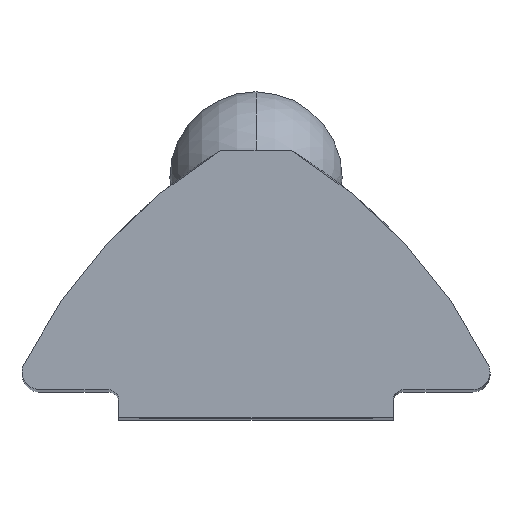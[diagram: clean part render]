
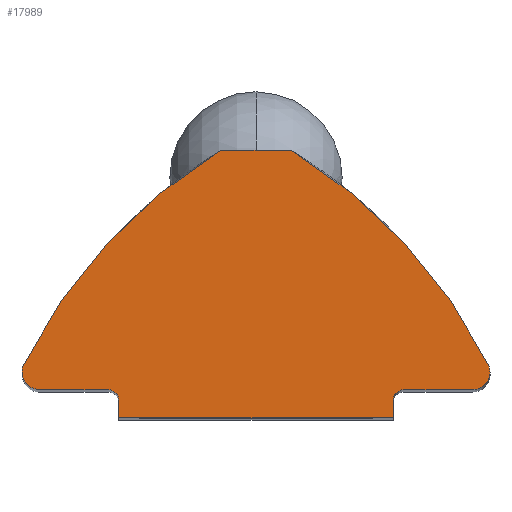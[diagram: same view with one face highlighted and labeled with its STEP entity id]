
A CAD part, top view. The second image highlights one B-rep face of the part: STEP entity #17989.
In plain terms, the highlighted planar face has unit normal (0, 0, 1).
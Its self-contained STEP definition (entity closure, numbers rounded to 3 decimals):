
#93 = CARTESIAN_POINT ( 'NONE',  ( -3.9, 0., 40. ) ) ;
#147 = VERTEX_POINT ( 'NONE', #2618 ) ;
#230 = LINE ( 'NONE', #93, #783 ) ;
#638 = CARTESIAN_POINT ( 'NONE',  ( -6.15, 1.3, 40. ) ) ;
#783 = VECTOR ( 'NONE', #25291, 1000. ) ;
#985 = AXIS2_PLACEMENT_3D ( 'NONE', #638, #2694, #11182 ) ;
#1313 = DIRECTION ( 'NONE',  ( -1., 0., 0. ) ) ;
#1555 = ORIENTED_EDGE ( 'NONE', *, *, #23192, .T. ) ;
#1557 = ORIENTED_EDGE ( 'NONE', *, *, #13826, .T. ) ;
#1771 = CARTESIAN_POINT ( 'NONE',  ( -6.808, -5.208, 40. ) ) ;
#1812 = CARTESIAN_POINT ( 'NONE',  ( 6.15, 1.3, 40. ) ) ;
#2604 = EDGE_CURVE ( 'NONE', #22889, #9759, #24394, .T. ) ;
#2618 = CARTESIAN_POINT ( 'NONE',  ( 1., 7.6, 40. ) ) ;
#2694 = DIRECTION ( 'NONE',  ( 0., 0., 1. ) ) ;
#2710 = AXIS2_PLACEMENT_3D ( 'NONE', #1771, #18619, #9870 ) ;
#2813 = VERTEX_POINT ( 'NONE', #10345 ) ;
#2979 = CIRCLE ( 'NONE', #13057, 0.5 ) ;
#3040 = DIRECTION ( 'NONE',  ( 1., 0., 0. ) ) ;
#3127 = EDGE_CURVE ( 'NONE', #9759, #15609, #230, .T. ) ;
#3169 = CARTESIAN_POINT ( 'NONE',  ( -4.2, 0.8, 40. ) ) ;
#3413 = EDGE_LOOP ( 'NONE', ( #7061, #14496, #1557, #19859, #13224, #7257, #1555, #11774, #20594, #7254, #23629, #10560, #6897 ) ) ;
#3771 = DIRECTION ( 'NONE',  ( -1., 0., 0. ) ) ;
#3804 = EDGE_CURVE ( 'NONE', #147, #2813, #23111, .T. ) ;
#3875 = AXIS2_PLACEMENT_3D ( 'NONE', #14054, #11598, #17759 ) ;
#4108 = EDGE_CURVE ( 'NONE', #5129, #8954, #2979, .T. ) ;
#4826 = VECTOR ( 'NONE', #22752, 1000. ) ;
#5129 = VERTEX_POINT ( 'NONE', #24958 ) ;
#5547 = CARTESIAN_POINT ( 'NONE',  ( -3.9, 0., 40. ) ) ;
#5824 = CARTESIAN_POINT ( 'NONE',  ( -4.2, 0.5, 40. ) ) ;
#6897 = ORIENTED_EDGE ( 'NONE', *, *, #10798, .T. ) ;
#7061 = ORIENTED_EDGE ( 'NONE', *, *, #10149, .T. ) ;
#7213 = DIRECTION ( 'NONE',  ( 1., 0., 0. ) ) ;
#7254 = ORIENTED_EDGE ( 'NONE', *, *, #16987, .T. ) ;
#7257 = ORIENTED_EDGE ( 'NONE', *, *, #3804, .T. ) ;
#7792 = EDGE_CURVE ( 'NONE', #25104, #19590, #18304, .T. ) ;
#7892 = DIRECTION ( 'NONE',  ( 0., 0., 1. ) ) ;
#8602 = CARTESIAN_POINT ( 'NONE',  ( -6.15, 1.3, 40. ) ) ;
#8885 = AXIS2_PLACEMENT_3D ( 'NONE', #20086, #7892, #3771 ) ;
#8954 = VERTEX_POINT ( 'NONE', #12309 ) ;
#9759 = VERTEX_POINT ( 'NONE', #22151 ) ;
#9870 = DIRECTION ( 'NONE',  ( 1., 0., 0. ) ) ;
#10053 = DIRECTION ( 'NONE',  ( 0., 1., 0. ) ) ;
#10149 = EDGE_CURVE ( 'NONE', #19896, #25104, #12105, .T. ) ;
#10293 = CARTESIAN_POINT ( 'NONE',  ( -3.9, 0., 40. ) ) ;
#10345 = CARTESIAN_POINT ( 'NONE',  ( -1., 7.6, 40. ) ) ;
#10560 = ORIENTED_EDGE ( 'NONE', *, *, #3127, .T. ) ;
#10790 = DIRECTION ( 'NONE',  ( 0., 0., 1. ) ) ;
#10798 = EDGE_CURVE ( 'NONE', #15609, #19896, #16592, .T. ) ;
#10964 = CIRCLE ( 'NONE', #14945, 0.5 ) ;
#11182 = DIRECTION ( 'NONE',  ( -1., 0., 0. ) ) ;
#11598 = DIRECTION ( 'NONE',  ( 0., 0., -1. ) ) ;
#11774 = ORIENTED_EDGE ( 'NONE', *, *, #24207, .T. ) ;
#11857 = CARTESIAN_POINT ( 'NONE',  ( 6.15, 0.8, 40. ) ) ;
#11924 = CIRCLE ( 'NONE', #985, 0.5 ) ;
#12105 = LINE ( 'NONE', #16762, #16635 ) ;
#12309 = CARTESIAN_POINT ( 'NONE',  ( -6.15, 0.8, 40. ) ) ;
#13057 = AXIS2_PLACEMENT_3D ( 'NONE', #8602, #10790, #21058 ) ;
#13224 = ORIENTED_EDGE ( 'NONE', *, *, #21373, .T. ) ;
#13449 = LINE ( 'NONE', #15637, #19708 ) ;
#13530 = LINE ( 'NONE', #23797, #25844 ) ;
#13696 = VERTEX_POINT ( 'NONE', #19350 ) ;
#13826 = EDGE_CURVE ( 'NONE', #19590, #22445, #13449, .T. ) ;
#14054 = CARTESIAN_POINT ( 'NONE',  ( 4.2, 0.5, 40. ) ) ;
#14496 = ORIENTED_EDGE ( 'NONE', *, *, #7792, .T. ) ;
#14546 = PLANE ( 'NONE',  #15795 ) ;
#14624 = CARTESIAN_POINT ( 'NONE',  ( 1., 7.6, 40. ) ) ;
#14795 = VECTOR ( 'NONE', #23388, 1000. ) ;
#14945 = AXIS2_PLACEMENT_3D ( 'NONE', #1812, #26463, #7213 ) ;
#14982 = CIRCLE ( 'NONE', #2710, 15. ) ;
#15255 = VERTEX_POINT ( 'NONE', #23936 ) ;
#15609 = VERTEX_POINT ( 'NONE', #5547 ) ;
#15637 = CARTESIAN_POINT ( 'NONE',  ( 4.2, 0.8, 40. ) ) ;
#15716 = DIRECTION ( 'NONE',  ( 1., 0., 0. ) ) ;
#15795 = AXIS2_PLACEMENT_3D ( 'NONE', #16743, #21119, #18926 ) ;
#16592 = LINE ( 'NONE', #10293, #4826 ) ;
#16635 = VECTOR ( 'NONE', #10053, 1000. ) ;
#16743 = CARTESIAN_POINT ( 'NONE',  ( 4.2, 0.5, 40. ) ) ;
#16762 = CARTESIAN_POINT ( 'NONE',  ( 3.9, 0., 40. ) ) ;
#16917 = CARTESIAN_POINT ( 'NONE',  ( 4.2, 0.8, 40. ) ) ;
#16987 = EDGE_CURVE ( 'NONE', #8954, #22889, #13530, .T. ) ;
#17759 = DIRECTION ( 'NONE',  ( -1., 0., 0. ) ) ;
#17989 = ADVANCED_FACE ( 'NONE', ( #23171 ), #14546, .F. ) ;
#18182 = EDGE_CURVE ( 'NONE', #22445, #15255, #10964, .T. ) ;
#18304 = CIRCLE ( 'NONE', #3875, 0.3 ) ;
#18619 = DIRECTION ( 'NONE',  ( 0., 0., 1. ) ) ;
#18926 = DIRECTION ( 'NONE',  ( -1., 0., 0. ) ) ;
#19350 = CARTESIAN_POINT ( 'NONE',  ( -6.597, 1.524, 40. ) ) ;
#19590 = VERTEX_POINT ( 'NONE', #16917 ) ;
#19708 = VECTOR ( 'NONE', #3040, 1000. ) ;
#19859 = ORIENTED_EDGE ( 'NONE', *, *, #18182, .T. ) ;
#19896 = VERTEX_POINT ( 'NONE', #23181 ) ;
#20086 = CARTESIAN_POINT ( 'NONE',  ( 6.808, -5.208, 40. ) ) ;
#20594 = ORIENTED_EDGE ( 'NONE', *, *, #4108, .T. ) ;
#20680 = CIRCLE ( 'NONE', #8885, 15. ) ;
#21058 = DIRECTION ( 'NONE',  ( -1., 0., 0. ) ) ;
#21119 = DIRECTION ( 'NONE',  ( 0., 0., -1. ) ) ;
#21373 = EDGE_CURVE ( 'NONE', #15255, #147, #14982, .T. ) ;
#22151 = CARTESIAN_POINT ( 'NONE',  ( -3.9, 0.5, 40. ) ) ;
#22445 = VERTEX_POINT ( 'NONE', #11857 ) ;
#22532 = DIRECTION ( 'NONE',  ( 0., 0., -1. ) ) ;
#22752 = DIRECTION ( 'NONE',  ( 1., 0., 0. ) ) ;
#22889 = VERTEX_POINT ( 'NONE', #3169 ) ;
#23111 = LINE ( 'NONE', #14624, #14795 ) ;
#23171 = FACE_OUTER_BOUND ( 'NONE', #3413, .T. ) ;
#23181 = CARTESIAN_POINT ( 'NONE',  ( 3.9, 0., 40. ) ) ;
#23192 = EDGE_CURVE ( 'NONE', #2813, #13696, #20680, .T. ) ;
#23388 = DIRECTION ( 'NONE',  ( -1., 0., 0. ) ) ;
#23629 = ORIENTED_EDGE ( 'NONE', *, *, #2604, .T. ) ;
#23797 = CARTESIAN_POINT ( 'NONE',  ( -4.2, 0.8, 40. ) ) ;
#23936 = CARTESIAN_POINT ( 'NONE',  ( 6.597, 1.524, 40. ) ) ;
#24207 = EDGE_CURVE ( 'NONE', #13696, #5129, #11924, .T. ) ;
#24394 = CIRCLE ( 'NONE', #24823, 0.3 ) ;
#24823 = AXIS2_PLACEMENT_3D ( 'NONE', #5824, #22532, #1313 ) ;
#24958 = CARTESIAN_POINT ( 'NONE',  ( -6.65, 1.3, 40. ) ) ;
#25104 = VERTEX_POINT ( 'NONE', #25226 ) ;
#25226 = CARTESIAN_POINT ( 'NONE',  ( 3.9, 0.5, 40. ) ) ;
#25291 = DIRECTION ( 'NONE',  ( 0., -1., 0. ) ) ;
#25844 = VECTOR ( 'NONE', #15716, 1000. ) ;
#26463 = DIRECTION ( 'NONE',  ( 0., 0., 1. ) ) ;
